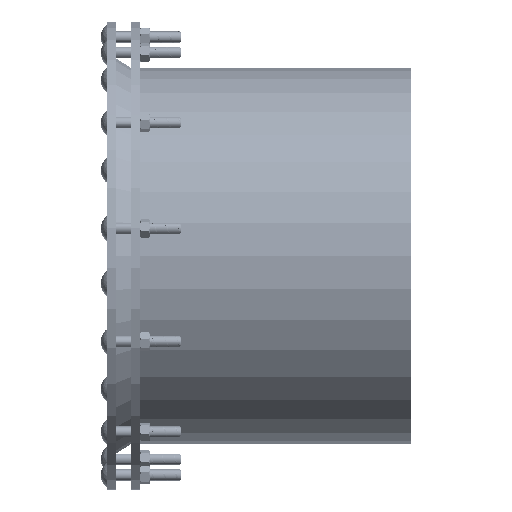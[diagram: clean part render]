
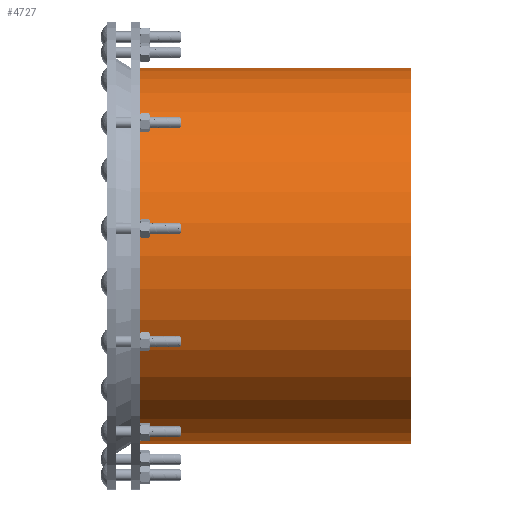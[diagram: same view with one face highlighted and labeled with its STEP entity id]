
A CAD part, left-side view. The second image highlights one B-rep face of the part: STEP entity #4727.
In plain terms, the highlighted cylindrical face has radius 161.925 mm (diameter 323.85 mm), a partial arc.
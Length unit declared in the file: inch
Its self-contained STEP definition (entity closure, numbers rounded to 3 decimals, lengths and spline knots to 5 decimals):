
#371 = EDGE_CURVE ( 'NONE', #904, #414, #13843, .T. ) ;
#414 = VERTEX_POINT ( 'NONE', #9084 ) ;
#556 = CYLINDRICAL_SURFACE ( 'NONE', #12705, 6.375 ) ;
#612 = AXIS2_PLACEMENT_3D ( 'NONE', #14654, #7196, #2122 ) ;
#904 = VERTEX_POINT ( 'NONE', #12026 ) ;
#941 = CARTESIAN_POINT ( 'NONE',  ( 0., 9.5, -6.375 ) ) ;
#1973 = CARTESIAN_POINT ( 'NONE',  ( 0., 0., 0. ) ) ;
#2121 = VECTOR ( 'NONE', #14683, 39.37008 ) ;
#2122 = DIRECTION ( 'NONE',  ( 0., 0., -1. ) ) ;
#4564 = CARTESIAN_POINT ( 'NONE',  ( 0., 0., 6.375 ) ) ;
#4727 = ADVANCED_FACE ( 'NONE', ( #15303 ), #556, .T. ) ;
#4790 = ORIENTED_EDGE ( 'NONE', *, *, #12728, .F. ) ;
#4840 = AXIS2_PLACEMENT_3D ( 'NONE', #8675, #16308, #15238 ) ;
#5564 = EDGE_LOOP ( 'NONE', ( #4790, #13347, #6434, #15462 ) ) ;
#6434 = ORIENTED_EDGE ( 'NONE', *, *, #8289, .T. ) ;
#7196 = DIRECTION ( 'NONE',  ( 0., -1., 0. ) ) ;
#7465 = CARTESIAN_POINT ( 'NONE',  ( 0., 9.5, 6.375 ) ) ;
#8289 = EDGE_CURVE ( 'NONE', #14743, #414, #9709, .T. ) ;
#8675 = CARTESIAN_POINT ( 'NONE',  ( 0., 0., 0. ) ) ;
#9084 = CARTESIAN_POINT ( 'NONE',  ( 0., 0., -6.375 ) ) ;
#9643 = DIRECTION ( 'NONE',  ( 0., -1., 0. ) ) ;
#9709 = LINE ( 'NONE', #15850, #2121 ) ;
#11785 = EDGE_CURVE ( 'NONE', #12158, #14743, #14947, .T. ) ;
#12026 = CARTESIAN_POINT ( 'NONE',  ( 0., 0., 6.375 ) ) ;
#12158 = VERTEX_POINT ( 'NONE', #7465 ) ;
#12705 = AXIS2_PLACEMENT_3D ( 'NONE', #1973, #15764, #12808 ) ;
#12728 = EDGE_CURVE ( 'NONE', #12158, #904, #15948, .T. ) ;
#12808 = DIRECTION ( 'NONE',  ( 0., 0., -1. ) ) ;
#13347 = ORIENTED_EDGE ( 'NONE', *, *, #11785, .T. ) ;
#13573 = VECTOR ( 'NONE', #9643, 39.37008 ) ;
#13843 = CIRCLE ( 'NONE', #4840, 6.375 ) ;
#14654 = CARTESIAN_POINT ( 'NONE',  ( 0., 9.5, 0. ) ) ;
#14683 = DIRECTION ( 'NONE',  ( 0., -1., 0. ) ) ;
#14743 = VERTEX_POINT ( 'NONE', #941 ) ;
#14947 = CIRCLE ( 'NONE', #612, 6.375 ) ;
#15238 = DIRECTION ( 'NONE',  ( 0., 0., -1. ) ) ;
#15303 = FACE_OUTER_BOUND ( 'NONE', #5564, .T. ) ;
#15462 = ORIENTED_EDGE ( 'NONE', *, *, #371, .F. ) ;
#15764 = DIRECTION ( 'NONE',  ( 0., -1., 0. ) ) ;
#15850 = CARTESIAN_POINT ( 'NONE',  ( 0., 0., -6.375 ) ) ;
#15948 = LINE ( 'NONE', #4564, #13573 ) ;
#16308 = DIRECTION ( 'NONE',  ( 0., -1., 0. ) ) ;
